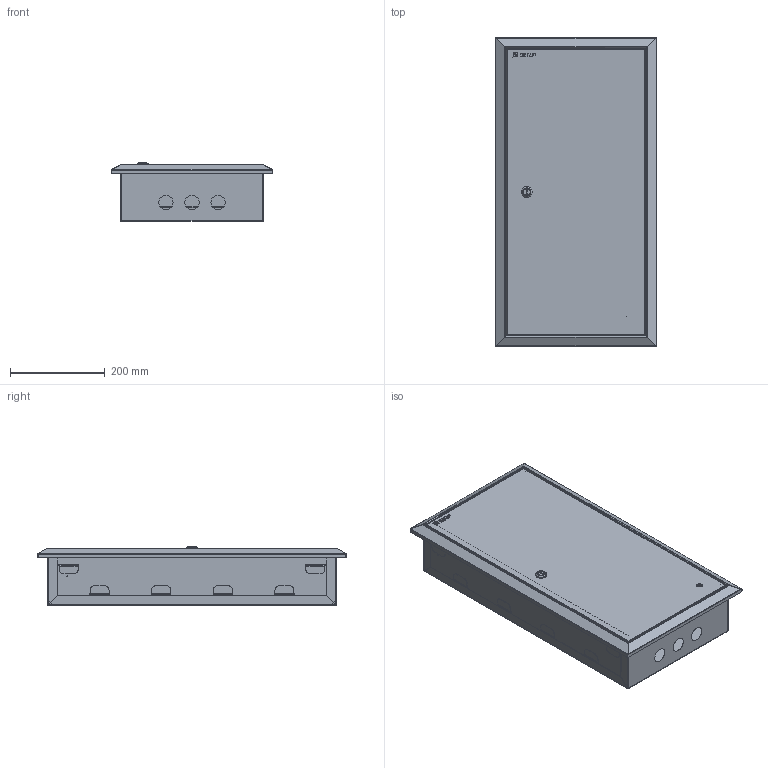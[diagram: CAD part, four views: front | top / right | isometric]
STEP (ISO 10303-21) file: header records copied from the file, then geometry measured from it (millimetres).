
FILE_DESCRIPTION (( 'STEP AP214' ), '1' );
FILE_NAME ('昈-1187.00.00.000 捘.STEP', '2017-09-11T13:27:07', ( 'admin' ), ( '' ), 'SwSTEP 2.0', 'SolidWorks 2017', '' );
FILE_SCHEMA (( 'AUTOMOTIVE_DESIGN' ));
Length unit declared in the file: millimetre
Products named in the file (29): Washer 6402_3_gost_丐ｩ｡ 2 6 ヮ葬 6402-70; 哏铌; Ïðîêëàäêà ìåòàëëè÷åñêàÿ; 呧蜦 3D; Òåëî çàìêà; pan head cross recess screw_din_DIN EN ISO 7045 - M4 x 16 - Z - 16N; Çàêëåïêà öèëèíäðè÷åñêàÿ Ì4 ÑÒ-Á ñ âíóòðåííåé ðåçüáîé_Œ8; cross ph tapping 968_din_Screw DIN 968-ST4.2x13-C-H-N; Øïèëüêà îìåäíåííàÿ Ì6õ12; hex flange nut_din_Hexagon Flange Nut DIN 6923 - M6 - N; 倘-1187.02.00.001_寛-1188.02.00.001; 倘-1187.03.00.000 蚜_寛-1188.03.00.000 憗; 倘-1187.01.00.000 蚜_寛-1188.00.00.000; 倘-1187.01.02.000 蚜_寛-1188.01.02.000 憗; 倘-1187.03.00.001_寛-1188.03.00.001; DIN-ðåéêà; Øïèëüêà îáìåäíåííàÿ Ì6õ12; 倘-1187.02.00.000 蚜_寛-1188.02.00.000 憗; 倘-1187.01.01.000 蚜_寛-1188.01.01.000 憗; Çàìîê ïî÷òîâûé; Êðîíøòåéí 40õ40; Âíóòðåííåå òåëî çàìêà; 倘-1187.01.01.001_寛-1188.01.01.001; Ãàéêà; 倘-1187.01.00.001_寛-1188.01.00.001; Ïðîêëàäêà ìåòàëëè÷åñêàÿ 2; pan head cross recess screw_din_ISO 7045 - M4 x 6 - Z --- 6N; 昈-1187.00.00.000 捘; Ïðîêëàäêà
Assembly tree (58 placements, depth 4):
  昈-1187.00.00.000 捘
    倘-1187.01.00.000 蚜_寛-1188.00.00.000
      倘-1187.01.00.001_寛-1188.01.00.001
      倘-1187.01.01.000 蚜_寛-1188.01.01.000 憗
        倘-1187.01.01.001_寛-1188.01.01.001
        Êðîíøòåéí 40õ40  x6
      倘-1187.01.02.000 蚜_寛-1188.01.02.000 憗
        倘-1187.01.01.001_寛-1188.01.01.001
        Êðîíøòåéí 40õ40  x6
        Øïèëüêà îáìåäíåííàÿ Ì6õ12
    倘-1187.02.00.000 蚜_寛-1188.02.00.000 憗
      倘-1187.02.00.001_寛-1188.02.00.001
      Øïèëüêà îìåäíåííàÿ Ì6õ12
      Çàêëåïêà öèëèíäðè÷åñêàÿ Ì4 ÑÒ-Á ñ âíóòðåííåé ðåçüáîé_Œ8  x2
      Çàìîê ïî÷òîâûé
        Òåëî çàìêà
        Ïðîêëàäêà ìåòàëëè÷åñêàÿ
        哏铌
        Washer 6402_3_gost_丐ｩ｡ 2 6 ヮ葬 6402-70
        Ïðîêëàäêà
        pan head cross recess screw_din_ISO 7045 - M4 x 6 - Z --- 6N
        Ïðîêëàäêà ìåòàëëè÷åñêàÿ 2
        Ãàéêà
        Âíóòðåííåå òåëî çàìêà
    DIN-ðåéêà  x4
    倘-1187.03.00.000 蚜_寛-1188.03.00.000 憗
      倘-1187.03.00.001_寛-1188.03.00.001
      Øïèëüêà îìåäíåííàÿ Ì6õ12
    hex flange nut_din_Hexagon Flange Nut DIN 6923 - M6 - N  x2
    cross ph tapping 968_din_Screw DIN 968-ST4.2x13-C-H-N  x12
    pan head cross recess screw_din_DIN EN ISO 7045 - M4 x 16 - Z - 16N  x2
    呧蜦 3D
Bounding box: 340 x 650.01 x 124.2 mm (x, y, z)
Volume: 681296.2 mm3; surface area: 1864455.3 mm2
Topology: 59 solids, 59 shells, 1918 faces, 4738 edges, 2961 vertices
Faces by surface type: plane 1108, cylinder 512, bspline 158, cone 86, sphere 30, torus 24
Entity records: 30701 total; most frequent: CARTESIAN_POINT 9028, ORIENTED_EDGE 4100, DIRECTION 3946, EDGE_CURVE 2050, VECTOR 1332, LINE 1332, AXIS2_PLACEMENT_3D 1307, VERTEX_POINT 1275
